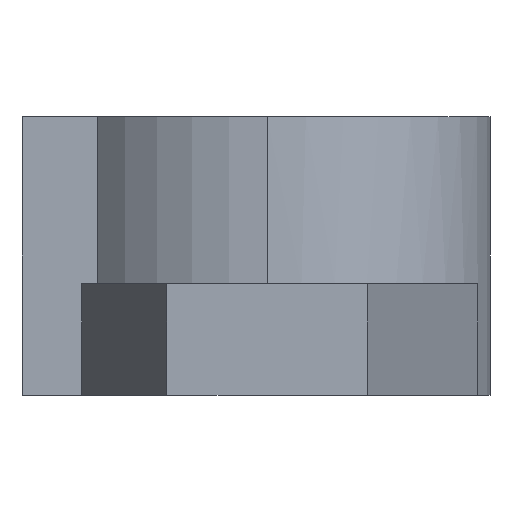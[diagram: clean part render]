
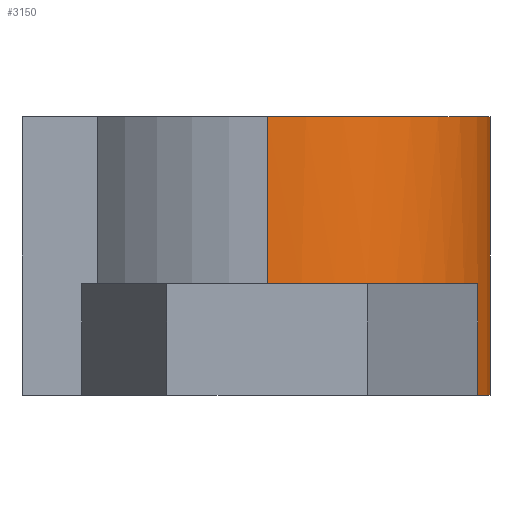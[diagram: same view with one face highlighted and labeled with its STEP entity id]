
A CAD part, left-side view. The second image highlights one B-rep face of the part: STEP entity #3150.
In plain terms, the highlighted cylindrical face has radius 20 mm (diameter 40 mm), a partial arc.
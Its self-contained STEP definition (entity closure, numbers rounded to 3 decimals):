
#355 = AXIS2_PLACEMENT_3D ( 'NONE', #1104, #2611, #5857 ) ;
#410 = AXIS2_PLACEMENT_3D ( 'NONE', #11636, #3626, #12845 ) ;
#586 = VECTOR ( 'NONE', #1645, 1000. ) ;
#722 = ORIENTED_EDGE ( 'NONE', *, *, #1582, .F. ) ;
#910 = DIRECTION ( 'NONE',  ( 0., 0., -1. ) ) ;
#1104 = CARTESIAN_POINT ( 'NONE',  ( 0., 0., 10. ) ) ;
#1289 = CARTESIAN_POINT ( 'NONE',  ( -6.571, -18.89, 10. ) ) ;
#1508 = LINE ( 'NONE', #3839, #3350 ) ;
#1582 = EDGE_CURVE ( 'NONE', #14182, #2782, #12458, .T. ) ;
#1645 = DIRECTION ( 'NONE',  ( 0., 0., -1. ) ) ;
#1852 = VECTOR ( 'NONE', #2181, 1000. ) ;
#2103 = CARTESIAN_POINT ( 'NONE',  ( 6.571, -18.89, 10. ) ) ;
#2111 = CARTESIAN_POINT ( 'NONE',  ( 0., 0., 0. ) ) ;
#2181 = DIRECTION ( 'NONE',  ( 0., 0., -1. ) ) ;
#2291 = DIRECTION ( 'NONE',  ( 0., 0., -1. ) ) ;
#2611 = DIRECTION ( 'NONE',  ( 0., 0., -1. ) ) ;
#2679 = CARTESIAN_POINT ( 'NONE',  ( -6.571, -18.89, 0. ) ) ;
#2782 = VERTEX_POINT ( 'NONE', #9437 ) ;
#3067 = CARTESIAN_POINT ( 'NONE',  ( 20., 0., 25. ) ) ;
#3150 = ADVANCED_FACE ( 'NONE', ( #11505 ), #12630, .T. ) ;
#3350 = VECTOR ( 'NONE', #11143, 1000. ) ;
#3578 = VERTEX_POINT ( 'NONE', #1289 ) ;
#3626 = DIRECTION ( 'NONE',  ( 0., 0., 1. ) ) ;
#3839 = CARTESIAN_POINT ( 'NONE',  ( -6.571, -18.89, 10. ) ) ;
#4364 = CARTESIAN_POINT ( 'NONE',  ( 20., 0., 10. ) ) ;
#4528 = CARTESIAN_POINT ( 'NONE',  ( 20., 0., 10. ) ) ;
#4533 = EDGE_CURVE ( 'NONE', #9733, #8405, #13904, .T. ) ;
#4536 = CARTESIAN_POINT ( 'NONE',  ( -20., 0., 10. ) ) ;
#4754 = EDGE_LOOP ( 'NONE', ( #6236, #9374, #11365, #6679, #9108, #9064, #722, #9230 ) ) ;
#4790 = EDGE_CURVE ( 'NONE', #10491, #2782, #8594, .T. ) ;
#4813 = EDGE_CURVE ( 'NONE', #8405, #9203, #12521, .T. ) ;
#4900 = VECTOR ( 'NONE', #910, 1000. ) ;
#5268 = VERTEX_POINT ( 'NONE', #4536 ) ;
#5686 = EDGE_CURVE ( 'NONE', #9203, #14182, #9060, .T. ) ;
#5722 = CARTESIAN_POINT ( 'NONE',  ( -20., 0., 25. ) ) ;
#5857 = DIRECTION ( 'NONE',  ( -1., 0., 0. ) ) ;
#6236 = ORIENTED_EDGE ( 'NONE', *, *, #4813, .F. ) ;
#6620 = CARTESIAN_POINT ( 'NONE',  ( 0., 0., 10. ) ) ;
#6679 = ORIENTED_EDGE ( 'NONE', *, *, #13774, .F. ) ;
#7057 = CARTESIAN_POINT ( 'NONE',  ( 0., 0., 10. ) ) ;
#7218 = EDGE_CURVE ( 'NONE', #3578, #10491, #1508, .T. ) ;
#8117 = AXIS2_PLACEMENT_3D ( 'NONE', #2111, #14786, #13800 ) ;
#8405 = VERTEX_POINT ( 'NONE', #3067 ) ;
#8594 = CIRCLE ( 'NONE', #8117, 20. ) ;
#8799 = CIRCLE ( 'NONE', #355, 20. ) ;
#9060 = CIRCLE ( 'NONE', #11464, 20. ) ;
#9064 = ORIENTED_EDGE ( 'NONE', *, *, #4790, .T. ) ;
#9108 = ORIENTED_EDGE ( 'NONE', *, *, #7218, .T. ) ;
#9203 = VERTEX_POINT ( 'NONE', #4528 ) ;
#9230 = ORIENTED_EDGE ( 'NONE', *, *, #5686, .F. ) ;
#9374 = ORIENTED_EDGE ( 'NONE', *, *, #4533, .F. ) ;
#9437 = CARTESIAN_POINT ( 'NONE',  ( 6.571, -18.89, 0. ) ) ;
#9651 = LINE ( 'NONE', #9871, #586 ) ;
#9733 = VERTEX_POINT ( 'NONE', #5722 ) ;
#9871 = CARTESIAN_POINT ( 'NONE',  ( -20., 0., 10. ) ) ;
#10092 = DIRECTION ( 'NONE',  ( 0., 0., -1. ) ) ;
#10165 = DIRECTION ( 'NONE',  ( -1., 0., 0. ) ) ;
#10491 = VERTEX_POINT ( 'NONE', #2679 ) ;
#11143 = DIRECTION ( 'NONE',  ( 0., 0., -1. ) ) ;
#11365 = ORIENTED_EDGE ( 'NONE', *, *, #11661, .T. ) ;
#11464 = AXIS2_PLACEMENT_3D ( 'NONE', #6620, #10092, #10165 ) ;
#11505 = FACE_OUTER_BOUND ( 'NONE', #4754, .T. ) ;
#11636 = CARTESIAN_POINT ( 'NONE',  ( 0., 0., 25. ) ) ;
#11661 = EDGE_CURVE ( 'NONE', #9733, #5268, #9651, .T. ) ;
#12152 = CARTESIAN_POINT ( 'NONE',  ( 6.571, -18.89, 10. ) ) ;
#12458 = LINE ( 'NONE', #12152, #4900 ) ;
#12521 = LINE ( 'NONE', #4364, #1852 ) ;
#12630 = CYLINDRICAL_SURFACE ( 'NONE', #14763, 20. ) ;
#12845 = DIRECTION ( 'NONE',  ( 1., 0., 0. ) ) ;
#13774 = EDGE_CURVE ( 'NONE', #3578, #5268, #8799, .T. ) ;
#13800 = DIRECTION ( 'NONE',  ( 1., 0., 0. ) ) ;
#13904 = CIRCLE ( 'NONE', #410, 20. ) ;
#14182 = VERTEX_POINT ( 'NONE', #2103 ) ;
#14763 = AXIS2_PLACEMENT_3D ( 'NONE', #7057, #2291, #14824 ) ;
#14786 = DIRECTION ( 'NONE',  ( 0., 0., 1. ) ) ;
#14824 = DIRECTION ( 'NONE',  ( -1., 0., 0. ) ) ;
